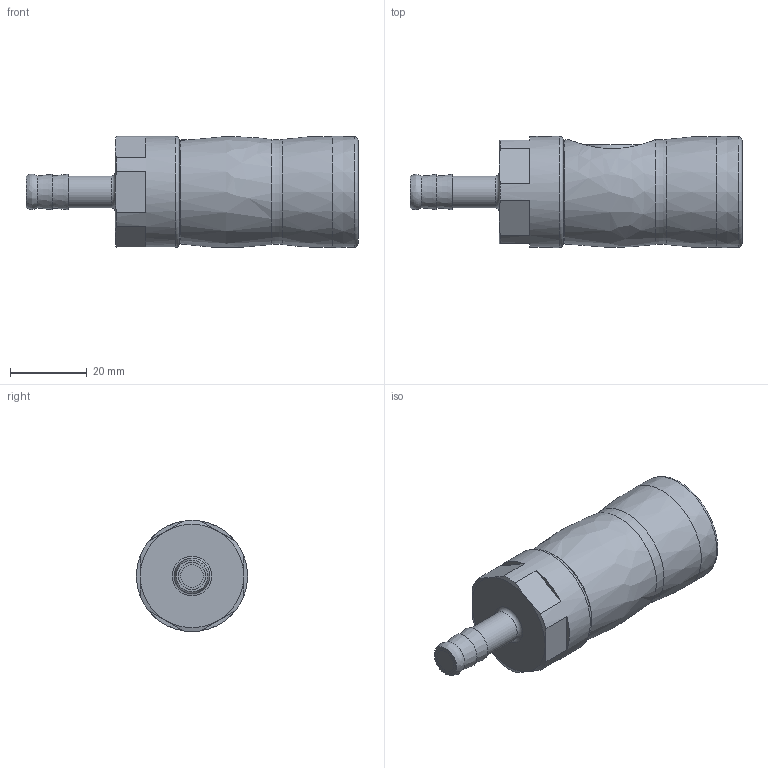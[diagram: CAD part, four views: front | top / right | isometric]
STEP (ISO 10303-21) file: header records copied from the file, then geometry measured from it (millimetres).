
FILE_DESCRIPTION(/* description */ (''),/* implementation_level */ '2;1');
FILE_NAME(/* name */ '30KPTF08APX.stp',/* time_stamp */ '2020-02-20T10:33:42+01:00',/* author */ ('IA176480'),/* organization */ (''),/* preprocessor_version */ 'ST-DEVELOPER v17',/* originating_system */ 'Autodesk Inventor 2019',/* authorisation */ '');
FILE_SCHEMA (('CONFIG_CONTROL_DESIGN'));
Length unit declared in the file: millimetre
Products named in the file (1): 30KPTF08APX
Bounding box: 86.7 x 29.02 x 29.03 mm (x, y, z)
Volume: 47015.2 mm3; surface area: 27804.2 mm2
Topology: 42 solids, 42 shells, 243 faces, 669 edges, 456 vertices
Faces by surface type: cylinder 74, plane 74, cone 33, sphere 32, torus 16, bspline 14
Full cylindrical faces by diameter (mm): 3.5 x1, 4 x11, 6 x1, 7.17 x1, 8.3 x1, 8.5 x1, 11.2 x2, 14 x1, 15.3 x1, 16 x1, 17.5 x1, 18 x1, 18.1 x1, 18.2 x2, 18.527 x1, 20.5 x4, 20.604 x2, 20.7 x1, 21 x1, 22.6 x1, 24 x1, 24.425 x1, 24.5 x1, 25 x10, 26 x3, 29.004 x1
Entity records: 15770 total; most frequent: CARTESIAN_POINT 9850, ORIENTED_EDGE 1214, DIRECTION 1199, EDGE_CURVE 607, AXIS2_PLACEMENT_3D 515, VERTEX_POINT 456, CIRCLE 282, EDGE_LOOP 269
